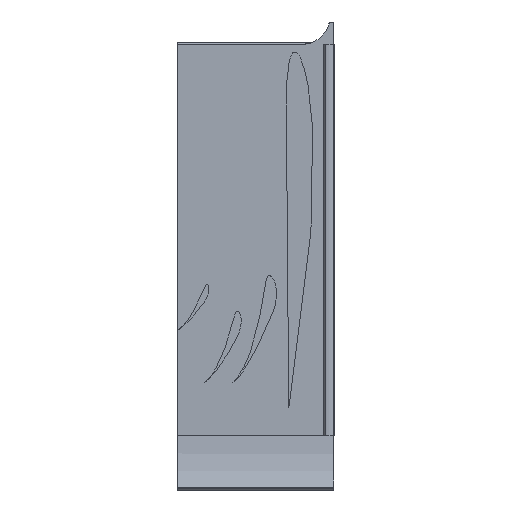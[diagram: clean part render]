
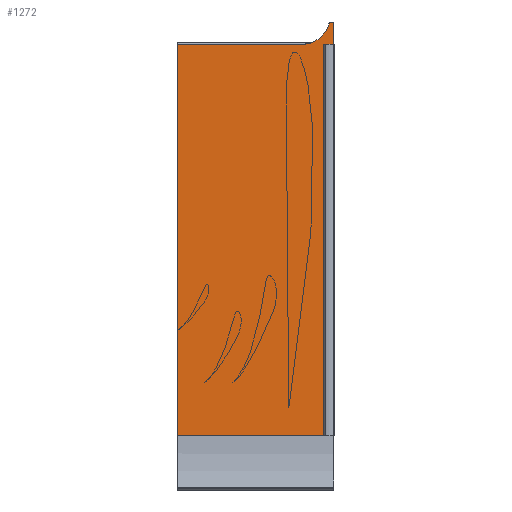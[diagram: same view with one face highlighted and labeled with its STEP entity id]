
A CAD part, left-side view. The second image highlights one B-rep face of the part: STEP entity #1272.
In plain terms, the highlighted planar face has unit normal (-1, 0, 0).
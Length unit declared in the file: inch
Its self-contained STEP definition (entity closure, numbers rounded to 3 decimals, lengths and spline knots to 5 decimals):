
#64 = CARTESIAN_POINT ( 'NONE',  ( -26.30971, 0.88324, 65.45264 ) ) ;
#194 = PLANE ( 'NONE',  #3057 ) ;
#209 = CARTESIAN_POINT ( 'NONE',  ( -26.30971, 0.88965, 44.44264 ) ) ;
#223 = LINE ( 'NONE', #1609, #2468 ) ;
#241 = DIRECTION ( 'NONE',  ( 0., -1., 0. ) ) ;
#257 = VERTEX_POINT ( 'NONE', #2124 ) ;
#292 = ORIENTED_EDGE ( 'NONE', *, *, #387, .T. ) ;
#323 = ORIENTED_EDGE ( 'NONE', *, *, #1756, .F. ) ;
#340 = LINE ( 'NONE', #3766, #2771 ) ;
#387 = EDGE_CURVE ( 'NONE', #2859, #3476, #340, .T. ) ;
#401 = CARTESIAN_POINT ( 'NONE',  ( -26.30971, 8.75, 44.45264 ) ) ;
#412 = ORIENTED_EDGE ( 'NONE', *, *, #4300, .T. ) ;
#538 = ORIENTED_EDGE ( 'NONE', *, *, #1620, .T. ) ;
#552 = DIRECTION ( 'NONE',  ( 0., 0., 1. ) ) ;
#557 = EDGE_CURVE ( 'NONE', #2119, #2287, #3941, .T. ) ;
#726 = DIRECTION ( 'NONE',  ( 0., 0., -1. ) ) ;
#876 = DIRECTION ( 'NONE',  ( 1., 0., 0. ) ) ;
#923 = EDGE_LOOP ( 'NONE', ( #2626, #538, #4053, #940, #3137, #1584, #323, #292, #412 ) ) ;
#940 = ORIENTED_EDGE ( 'NONE', *, *, #3455, .T. ) ;
#961 = CARTESIAN_POINT ( 'NONE',  ( -26.30971, 1.01184, 65.48749 ) ) ;
#1271 = CARTESIAN_POINT ( 'NONE',  ( -26.30971, 2.37126, 65.85586 ) ) ;
#1272 = ADVANCED_FACE ( 'NONE', ( #4270 ), #194, .T. ) ;
#1280 = AXIS2_PLACEMENT_3D ( 'NONE', #64, #2791, #4121 ) ;
#1337 = CARTESIAN_POINT ( 'NONE',  ( -26.30971, 8.75, 64.45264 ) ) ;
#1528 = LINE ( 'NONE', #2885, #2924 ) ;
#1584 = ORIENTED_EDGE ( 'NONE', *, *, #4351, .T. ) ;
#1587 = CARTESIAN_POINT ( 'NONE',  ( -26.30971, 8.75, 64.45264 ) ) ;
#1590 = DIRECTION ( 'NONE',  ( 0., 0., 1. ) ) ;
#1609 = CARTESIAN_POINT ( 'NONE',  ( -26.30971, 8.75, 44.45264 ) ) ;
#1620 = EDGE_CURVE ( 'NONE', #2692, #2119, #3349, .T. ) ;
#1689 = CIRCLE ( 'NONE', #1781, 1.40845 ) ;
#1756 = EDGE_CURVE ( 'NONE', #2859, #3782, #1528, .T. ) ;
#1781 = AXIS2_PLACEMENT_3D ( 'NONE', #1271, #876, #2651 ) ;
#2003 = CARTESIAN_POINT ( 'NONE',  ( -26.30971, 8.75, 64.45264 ) ) ;
#2119 = VERTEX_POINT ( 'NONE', #4241 ) ;
#2124 = CARTESIAN_POINT ( 'NONE',  ( -26.30971, 0.88965, 44.45264 ) ) ;
#2216 = VECTOR ( 'NONE', #3607, 39.37008 ) ;
#2283 = CARTESIAN_POINT ( 'NONE',  ( -26.30971, 0.75, 64.45264 ) ) ;
#2287 = VERTEX_POINT ( 'NONE', #3255 ) ;
#2291 = DIRECTION ( 'NONE',  ( -1., 0., 0. ) ) ;
#2442 = EDGE_CURVE ( 'NONE', #4153, #2715, #4123, .T. ) ;
#2444 = CARTESIAN_POINT ( 'NONE',  ( -26.30971, 2.25, 64.45264 ) ) ;
#2449 = EDGE_CURVE ( 'NONE', #2692, #257, #3876, .T. ) ;
#2468 = VECTOR ( 'NONE', #241, 39.37008 ) ;
#2572 = AXIS2_PLACEMENT_3D ( 'NONE', #4237, #2291, #2601 ) ;
#2601 = DIRECTION ( 'NONE',  ( 0., 0., 1. ) ) ;
#2626 = ORIENTED_EDGE ( 'NONE', *, *, #2449, .F. ) ;
#2651 = DIRECTION ( 'NONE',  ( 0., 0., -1. ) ) ;
#2692 = VERTEX_POINT ( 'NONE', #2927 ) ;
#2715 = VERTEX_POINT ( 'NONE', #961 ) ;
#2771 = VECTOR ( 'NONE', #726, 39.37008 ) ;
#2791 = DIRECTION ( 'NONE',  ( -1., 0., 0. ) ) ;
#2859 = VERTEX_POINT ( 'NONE', #2003 ) ;
#2885 = CARTESIAN_POINT ( 'NONE',  ( -26.30971, 8.75, 64.45264 ) ) ;
#2924 = VECTOR ( 'NONE', #4240, 39.37008 ) ;
#2927 = CARTESIAN_POINT ( 'NONE',  ( -26.30971, 0.88965, 64.45264 ) ) ;
#2982 = CIRCLE ( 'NONE', #1280, 0.13324 ) ;
#2995 = VECTOR ( 'NONE', #4405, 39.37008 ) ;
#3057 = AXIS2_PLACEMENT_3D ( 'NONE', #1587, #3936, #552 ) ;
#3137 = ORIENTED_EDGE ( 'NONE', *, *, #2442, .T. ) ;
#3255 = CARTESIAN_POINT ( 'NONE',  ( -26.30971, 0.75, 65.45264 ) ) ;
#3349 = LINE ( 'NONE', #1337, #2995 ) ;
#3455 = EDGE_CURVE ( 'NONE', #2287, #4153, #2982, .T. ) ;
#3462 = CARTESIAN_POINT ( 'NONE',  ( -26.30971, 0.88324, 65.58588 ) ) ;
#3476 = VERTEX_POINT ( 'NONE', #401 ) ;
#3607 = DIRECTION ( 'NONE',  ( 0., 0., -1. ) ) ;
#3766 = CARTESIAN_POINT ( 'NONE',  ( -26.30971, 8.75, 64.45264 ) ) ;
#3782 = VERTEX_POINT ( 'NONE', #2444 ) ;
#3876 = LINE ( 'NONE', #209, #2216 ) ;
#3903 = VECTOR ( 'NONE', #1590, 39.37008 ) ;
#3936 = DIRECTION ( 'NONE',  ( -1., 0., 0. ) ) ;
#3941 = LINE ( 'NONE', #2283, #3903 ) ;
#4053 = ORIENTED_EDGE ( 'NONE', *, *, #557, .T. ) ;
#4121 = DIRECTION ( 'NONE',  ( 0., 0., 1. ) ) ;
#4123 = CIRCLE ( 'NONE', #2572, 0.13324 ) ;
#4153 = VERTEX_POINT ( 'NONE', #3462 ) ;
#4237 = CARTESIAN_POINT ( 'NONE',  ( -26.30971, 0.88324, 65.45264 ) ) ;
#4240 = DIRECTION ( 'NONE',  ( 0., -1., 0. ) ) ;
#4241 = CARTESIAN_POINT ( 'NONE',  ( -26.30971, 0.75, 64.45264 ) ) ;
#4270 = FACE_OUTER_BOUND ( 'NONE', #923, .T. ) ;
#4300 = EDGE_CURVE ( 'NONE', #3476, #257, #223, .T. ) ;
#4351 = EDGE_CURVE ( 'NONE', #2715, #3782, #1689, .T. ) ;
#4405 = DIRECTION ( 'NONE',  ( 0., -1., 0. ) ) ;
